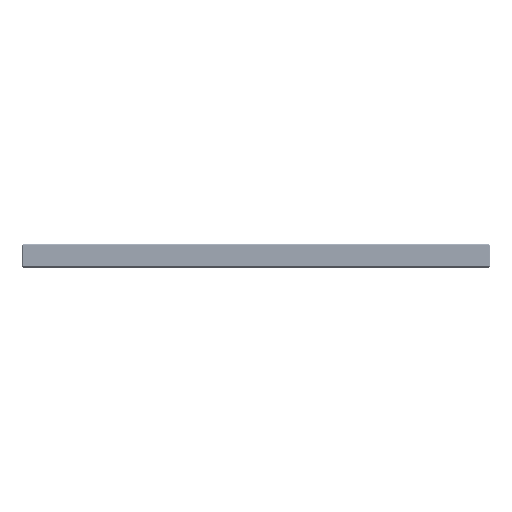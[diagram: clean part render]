
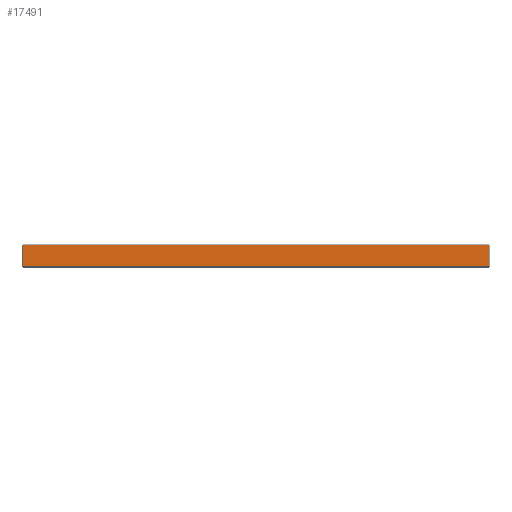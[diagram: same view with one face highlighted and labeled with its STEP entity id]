
A CAD part, front view. The second image highlights one B-rep face of the part: STEP entity #17491.
In plain terms, the highlighted planar face has unit normal (0, -1, 0).
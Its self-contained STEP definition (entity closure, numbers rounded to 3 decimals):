
#12196=FACE_OUTER_BOUND('',#35529,.T.);
#17491=ADVANCED_FACE('',(#12196),#23415,.T.);
#23415=PLANE('',#122572);
#35529=EDGE_LOOP('',(#46153,#46154,#46155,#46156));
#46153=ORIENTED_EDGE('',*,*,#87467,.T.);
#46154=ORIENTED_EDGE('',*,*,#87468,.T.);
#46155=ORIENTED_EDGE('',*,*,#87469,.T.);
#46156=ORIENTED_EDGE('',*,*,#87470,.T.);
#75883=VERTEX_POINT('',#167318);
#75884=VERTEX_POINT('',#167319);
#75885=VERTEX_POINT('',#167321);
#75886=VERTEX_POINT('',#167323);
#87467=EDGE_CURVE('',#75883,#75884,#102979,.T.);
#87468=EDGE_CURVE('',#75884,#75885,#102980,.T.);
#87469=EDGE_CURVE('',#75885,#75886,#102981,.T.);
#87470=EDGE_CURVE('',#75886,#75883,#102982,.T.);
#102979=LINE('',#167317,#113155);
#102980=LINE('',#167320,#113156);
#102981=LINE('',#167322,#113157);
#102982=LINE('',#167324,#113158);
#113155=VECTOR('',#134100,1.);
#113156=VECTOR('',#134101,1.);
#113157=VECTOR('',#134102,1.);
#113158=VECTOR('',#134103,1.);
#122572=AXIS2_PLACEMENT_3D('',#167325,#134104,#134105);
#134100=DIRECTION('',(1.,0.,0.));
#134101=DIRECTION('',(0.,0.,1.));
#134102=DIRECTION('',(-1.,0.,0.));
#134103=DIRECTION('',(0.,0.,-1.));
#134104=DIRECTION('',(0.,-1.,0.));
#134105=DIRECTION('',(0.,0.,1.));
#167317=CARTESIAN_POINT('',(150.,0.,0.75));
#167318=CARTESIAN_POINT('',(0.725,0.,0.75));
#167319=CARTESIAN_POINT('',(299.275,0.,0.75));
#167320=CARTESIAN_POINT('',(299.275,0.,0.));
#167321=CARTESIAN_POINT('',(299.275,0.,14.25));
#167322=CARTESIAN_POINT('',(150.,0.,14.25));
#167323=CARTESIAN_POINT('',(0.725,0.,14.25));
#167324=CARTESIAN_POINT('',(0.725,0.,0.));
#167325=CARTESIAN_POINT('',(150.,0.,0.));
